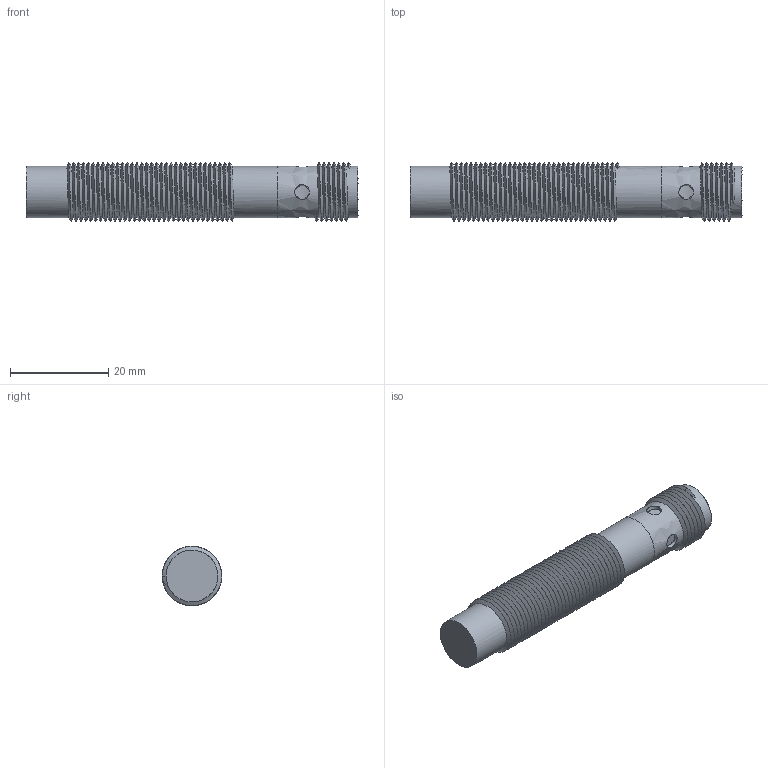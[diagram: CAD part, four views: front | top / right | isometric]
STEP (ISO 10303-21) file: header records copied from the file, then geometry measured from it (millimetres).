
FILE_DESCRIPTION( ('This file contains a STEP AP42 implementation' ,'as created by ZW3D STEP Interface translator.') ,'2;1' );
FILE_NAME( 'ECS2-0804X-XRU4.stp' ,'20 522.11 140', (''), ('ZWCAD Software Co.'), 'Version 1.0', 'ZW3D to STEP translator', '' );
FILE_SCHEMA(('AUTOMOTIVE_DESIGN'));
Length unit declared in the file: millimetre
Products named in the file (2): 0; ECS2-0804X-XRU41
Bounding box: 67.45 x 12.06 x 12.06 mm (x, y, z)
Volume: 5771.8 mm3; surface area: 4170 mm2
Topology: 1 solids, 1 shells, 81 faces, 208 edges, 133 vertices
Faces by surface type: bspline 81
Entity records: 5019 total; most frequent: CARTESIAN_POINT 3795, ORIENTED_EDGE 408, EDGE_CURVE 204, VERTEX_POINT 133, B_SPLINE_CURVE_WITH_KNOTS 91, EDGE_LOOP 89, FACE_OUTER_BOUND 81, ADVANCED_FACE 81
